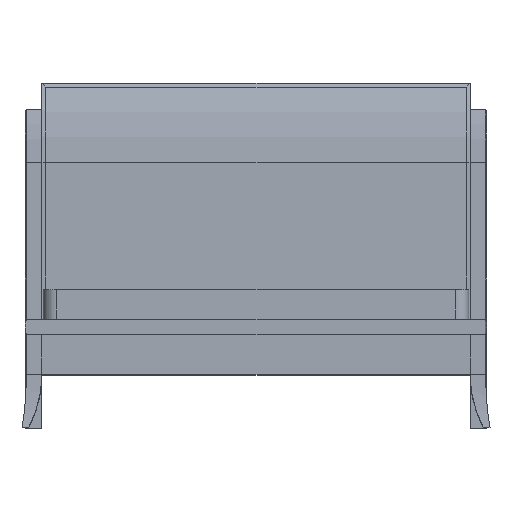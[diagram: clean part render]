
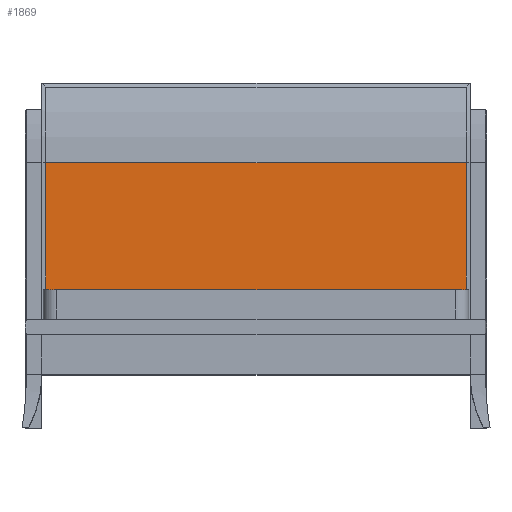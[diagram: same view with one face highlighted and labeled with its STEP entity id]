
A CAD part, top view. The second image highlights one B-rep face of the part: STEP entity #1869.
In plain terms, the highlighted free-form (B-spline) face has degree [1, 1] with [2, 2] control points.
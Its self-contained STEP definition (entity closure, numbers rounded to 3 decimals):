
#1759 = EDGE_CURVE('',#1760,#1762,#1764,.T.);
#1760 = VERTEX_POINT('',#1761);
#1761 = CARTESIAN_POINT('',(11.466,745.314,
    -2299.007));
#1762 = VERTEX_POINT('',#1763);
#1763 = CARTESIAN_POINT('',(1823.153,745.314,
    -2299.007));
#1764 = B_SPLINE_CURVE_WITH_KNOTS('',1,(#1765,#1766),.UNSPECIFIED.,.F.,
  .F.,(2,2),(15.,1595.),.PIECEWISE_BEZIER_KNOTS.);
#1765 = CARTESIAN_POINT('',(11.466,745.314,
    -2299.007));
#1766 = CARTESIAN_POINT('',(1823.153,745.314,
    -2299.007));
#1840 = VERTEX_POINT('',#1841);
#1841 = CARTESIAN_POINT('',(1823.153,-154.796,
    -2299.007));
#1860 = EDGE_CURVE('',#1840,#1762,#1861,.T.);
#1861 = B_SPLINE_CURVE_WITH_KNOTS('',1,(#1862,#1863),.UNSPECIFIED.,.F.,
  .F.,(2,2),(215.,1000.),.PIECEWISE_BEZIER_KNOTS.);
#1862 = CARTESIAN_POINT('',(1823.153,-154.796,
    -2299.007));
#1863 = CARTESIAN_POINT('',(1823.153,745.314,
    -2299.007));
#1869 = ADVANCED_FACE('',(#1870),#1886,.T.);
#1870 = FACE_BOUND('',#1871,.T.);
#1871 = EDGE_LOOP('',(#1872,#1879,#1880,#1881));
#1872 = ORIENTED_EDGE('',*,*,#1873,.T.);
#1873 = EDGE_CURVE('',#1874,#1840,#1876,.T.);
#1874 = VERTEX_POINT('',#1875);
#1875 = CARTESIAN_POINT('',(11.466,-154.796,
    -2299.007));
#1876 = B_SPLINE_CURVE_WITH_KNOTS('',1,(#1877,#1878),.UNSPECIFIED.,.F.,
  .F.,(2,2),(15.,1595.),.PIECEWISE_BEZIER_KNOTS.);
#1877 = CARTESIAN_POINT('',(11.466,-154.796,
    -2299.007));
#1878 = CARTESIAN_POINT('',(1823.153,-154.796,
    -2299.007));
#1879 = ORIENTED_EDGE('',*,*,#1860,.T.);
#1880 = ORIENTED_EDGE('',*,*,#1759,.F.);
#1881 = ORIENTED_EDGE('',*,*,#1882,.F.);
#1882 = EDGE_CURVE('',#1874,#1760,#1883,.T.);
#1883 = B_SPLINE_CURVE_WITH_KNOTS('',1,(#1884,#1885),.UNSPECIFIED.,.F.,
  .F.,(2,2),(215.,1000.),.PIECEWISE_BEZIER_KNOTS.);
#1884 = CARTESIAN_POINT('',(11.466,-154.796,
    -2299.007));
#1885 = CARTESIAN_POINT('',(11.466,745.314,
    -2299.007));
#1886 = B_SPLINE_SURFACE_WITH_KNOTS('',1,1,(
    (#1887,#1888)
    ,(#1889,#1890
    )),.UNSPECIFIED.,.F.,.F.,.F.,(2,2),(2,2),(0.,
    1580.),(215.,1000.),.PIECEWISE_BEZIER_KNOTS.);
#1887 = CARTESIAN_POINT('',(11.466,-154.796,
    -2299.007));
#1888 = CARTESIAN_POINT('',(11.466,745.314,
    -2299.007));
#1889 = CARTESIAN_POINT('',(1823.153,-154.796,
    -2299.007));
#1890 = CARTESIAN_POINT('',(1823.153,745.314,
    -2299.007));
